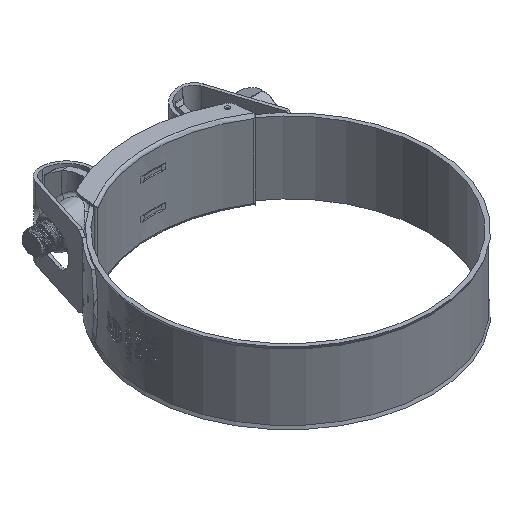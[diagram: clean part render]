
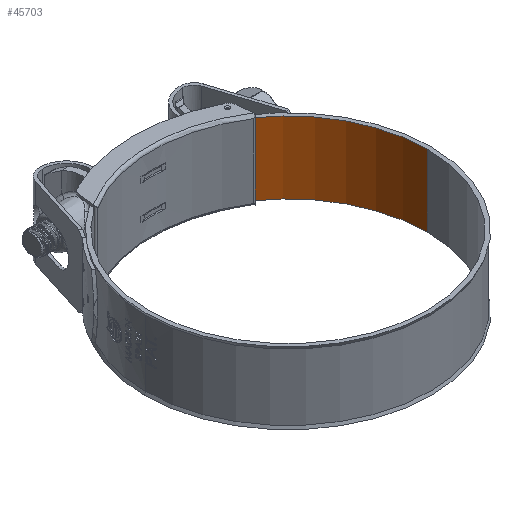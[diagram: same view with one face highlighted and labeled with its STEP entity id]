
A CAD part, isometric view. The second image highlights one B-rep face of the part: STEP entity #45703.
In plain terms, the highlighted cylindrical face has radius 48.5 mm (diameter 97 mm), a partial arc.
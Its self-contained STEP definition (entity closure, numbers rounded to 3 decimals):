
#4490 = DIRECTION ( 'NONE',  ( 0., 0., 1. ) ) ;
#6537 = VECTOR ( 'NONE', #60297, 1000. ) ;
#11606 = VERTEX_POINT ( 'NONE', #31029 ) ;
#12874 = CARTESIAN_POINT ( 'NONE',  ( 20.487, 43.961, -25. ) ) ;
#15932 = ORIENTED_EDGE ( 'NONE', *, *, #46734, .T. ) ;
#16030 = CIRCLE ( 'NONE', #46207, 48.5 ) ;
#17134 = EDGE_CURVE ( 'NONE', #11606, #43547, #37506, .T. ) ;
#17923 = LINE ( 'NONE', #54073, #44767 ) ;
#24319 = DIRECTION ( 'NONE',  ( 0., 0., 1. ) ) ;
#26238 = CARTESIAN_POINT ( 'NONE',  ( 20.487, 43.961, -25. ) ) ;
#27836 = CARTESIAN_POINT ( 'NONE',  ( 48.5, 0., 0. ) ) ;
#29306 = DIRECTION ( 'NONE',  ( 1., 0., 0. ) ) ;
#31029 = CARTESIAN_POINT ( 'NONE',  ( 20.487, 43.961, 0. ) ) ;
#32300 = ORIENTED_EDGE ( 'NONE', *, *, #39799, .T. ) ;
#33722 = CARTESIAN_POINT ( 'NONE',  ( 0., 0., -25. ) ) ;
#35088 = CARTESIAN_POINT ( 'NONE',  ( 0., 0., -25. ) ) ;
#37506 = CIRCLE ( 'NONE', #40150, 48.5 ) ;
#39799 = EDGE_CURVE ( 'NONE', #44240, #47821, #16030, .T. ) ;
#40150 = AXIS2_PLACEMENT_3D ( 'NONE', #62044, #61430, #47312 ) ;
#43541 = DIRECTION ( 'NONE',  ( 1., 0., 0. ) ) ;
#43547 = VERTEX_POINT ( 'NONE', #27836 ) ;
#43549 = EDGE_LOOP ( 'NONE', ( #32300, #15932, #44976, #61804 ) ) ;
#44240 = VERTEX_POINT ( 'NONE', #12874 ) ;
#44767 = VECTOR ( 'NONE', #24319, 1000. ) ;
#44976 = ORIENTED_EDGE ( 'NONE', *, *, #17134, .F. ) ;
#45703 = ADVANCED_FACE ( 'NONE', ( #61034 ), #51024, .F. ) ;
#46207 = AXIS2_PLACEMENT_3D ( 'NONE', #35088, #49223, #29306 ) ;
#46734 = EDGE_CURVE ( 'NONE', #47821, #43547, #17923, .T. ) ;
#47312 = DIRECTION ( 'NONE',  ( 1., 0., 0. ) ) ;
#47821 = VERTEX_POINT ( 'NONE', #56578 ) ;
#48046 = LINE ( 'NONE', #26238, #6537 ) ;
#49223 = DIRECTION ( 'NONE',  ( 0., 0., -1. ) ) ;
#51024 = CYLINDRICAL_SURFACE ( 'NONE', #60736, 48.5 ) ;
#54073 = CARTESIAN_POINT ( 'NONE',  ( 48.5, 0., -25. ) ) ;
#56578 = CARTESIAN_POINT ( 'NONE',  ( 48.5, 0., -25. ) ) ;
#57896 = EDGE_CURVE ( 'NONE', #44240, #11606, #48046, .T. ) ;
#60297 = DIRECTION ( 'NONE',  ( 0., 0., 1. ) ) ;
#60736 = AXIS2_PLACEMENT_3D ( 'NONE', #33722, #4490, #43541 ) ;
#61034 = FACE_OUTER_BOUND ( 'NONE', #43549, .T. ) ;
#61430 = DIRECTION ( 'NONE',  ( 0., 0., -1. ) ) ;
#61804 = ORIENTED_EDGE ( 'NONE', *, *, #57896, .F. ) ;
#62044 = CARTESIAN_POINT ( 'NONE',  ( 0., 0., 0. ) ) ;
